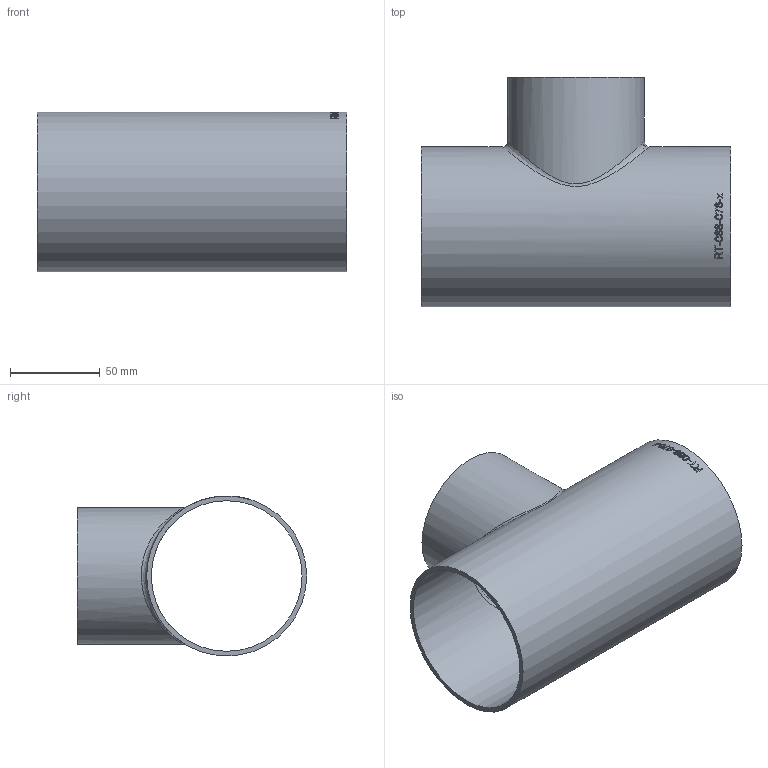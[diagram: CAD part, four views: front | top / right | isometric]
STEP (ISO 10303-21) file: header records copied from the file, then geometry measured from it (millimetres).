
FILE_DESCRIPTION (( 'STEP AP214' ), '1' );
FILE_NAME ('RT-088-076-x T-Stück Ø88,9x2,6-Ø76,1x2,3 BL172 1910.STEP', '2019-10-21T09:13:52', ( '' ), ( '' ), 'SwSTEP 2.0', 'SolidWorks 2016', '' );
FILE_SCHEMA (( 'AUTOMOTIVE_DESIGN' ));
Length unit declared in the file: millimetre
Products named in the file (1): RT-088-076-x T-Stück Ø88,9x2,6-Ø76,1x2,3 BL172 1910
Bounding box: 172 x 127.45 x 88.9 mm (x, y, z)
Volume: 134950.9 mm3; surface area: 108142.2 mm2
Topology: 1 solids, 1 shells, 159 faces, 409 edges, 272 vertices
Faces by surface type: bspline 94, plane 41, cylinder 24
Full cylindrical faces by diameter (mm): 71.5 x1, 76.1 x1, 83.7 x1, 88.9 x1
Entity records: 22378 total; most frequent: CARTESIAN_POINT 17740, ORIENTED_EDGE 800, EDGE_CURVE 400, DIRECTION 295, B_SPLINE_CURVE_WITH_KNOTS 289, VERTEX_POINT 270, EDGE_LOOP 190, FACE_OUTER_BOUND 165
